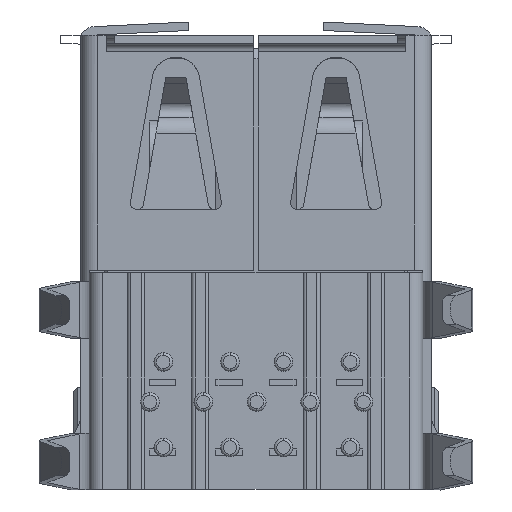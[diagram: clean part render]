
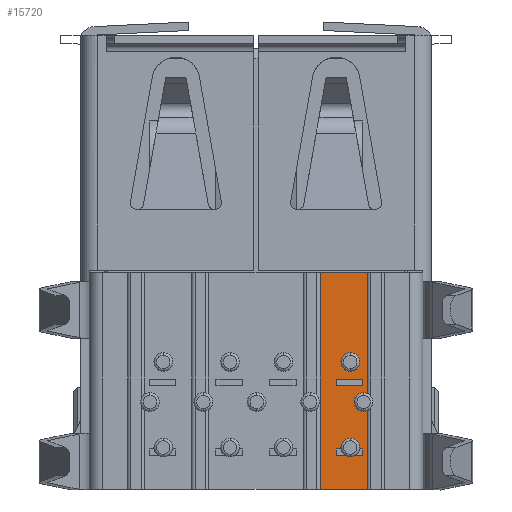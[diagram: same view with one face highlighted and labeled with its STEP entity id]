
A CAD part, front view. The second image highlights one B-rep face of the part: STEP entity #15720.
In plain terms, the highlighted planar face has unit normal (0, 1, 0).
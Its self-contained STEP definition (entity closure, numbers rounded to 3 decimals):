
#96 = VERTEX_POINT ( 'NONE', #27952 ) ;
#299 = CARTESIAN_POINT ( 'NONE',  ( 4.16, 0.38, -16.5 ) ) ;
#587 = EDGE_LOOP ( 'NONE', ( #12634, #9590, #16060, #33069 ) ) ;
#1034 = FACE_OUTER_BOUND ( 'NONE', #27435, .T. ) ;
#1308 = VERTEX_POINT ( 'NONE', #8167 ) ;
#1445 = DIRECTION ( 'NONE',  ( 0., 0., 1. ) ) ;
#2823 = VERTEX_POINT ( 'NONE', #15947 ) ;
#3097 = CARTESIAN_POINT ( 'NONE',  ( 4.16, 0.38, -16.5 ) ) ;
#3636 = VERTEX_POINT ( 'NONE', #4107 ) ;
#4036 = CARTESIAN_POINT ( 'NONE',  ( 3., 0.38, -12.365 ) ) ;
#4107 = CARTESIAN_POINT ( 'NONE',  ( 3., 0.38, -12.615 ) ) ;
#4724 = VECTOR ( 'NONE', #1445, 1000. ) ;
#5244 = DIRECTION ( 'NONE',  ( 0., 0., -1. ) ) ;
#5270 = VECTOR ( 'NONE', #32342, 1000. ) ;
#5432 = LINE ( 'NONE', #17315, #33695 ) ;
#5729 = PLANE ( 'NONE',  #23254 ) ;
#5759 = LINE ( 'NONE', #27058, #13903 ) ;
#6033 = ORIENTED_EDGE ( 'NONE', *, *, #33667, .T. ) ;
#6571 = EDGE_CURVE ( 'NONE', #14800, #96, #14145, .T. ) ;
#6865 = VECTOR ( 'NONE', #18097, 1000. ) ;
#7173 = ORIENTED_EDGE ( 'NONE', *, *, #33199, .T. ) ;
#7703 = CARTESIAN_POINT ( 'NONE',  ( 4.16, 0.38, -8.38 ) ) ;
#8077 = ORIENTED_EDGE ( 'NONE', *, *, #25900, .T. ) ;
#8167 = CARTESIAN_POINT ( 'NONE',  ( 3., 0.38, -15.235 ) ) ;
#8574 = VERTEX_POINT ( 'NONE', #21438 ) ;
#8767 = VECTOR ( 'NONE', #18427, 1000. ) ;
#9590 = ORIENTED_EDGE ( 'NONE', *, *, #25433, .T. ) ;
#10421 = DIRECTION ( 'NONE',  ( 1., 0., 0. ) ) ;
#10513 = CARTESIAN_POINT ( 'NONE',  ( 4.16, 0.38, -8.38 ) ) ;
#10686 = CARTESIAN_POINT ( 'NONE',  ( 4.16, 0.38, -12.615 ) ) ;
#10722 = DIRECTION ( 'NONE',  ( 0., 0., -1. ) ) ;
#10941 = CARTESIAN_POINT ( 'NONE',  ( 3., 0.38, -14.985 ) ) ;
#11094 = CARTESIAN_POINT ( 'NONE',  ( 4.16, 0.38, -14.985 ) ) ;
#11325 = DIRECTION ( 'NONE',  ( 0., 1., 0. ) ) ;
#11611 = LINE ( 'NONE', #10513, #18073 ) ;
#12634 = ORIENTED_EDGE ( 'NONE', *, *, #27997, .T. ) ;
#12682 = LINE ( 'NONE', #11094, #33672 ) ;
#13719 = VERTEX_POINT ( 'NONE', #299 ) ;
#13903 = VECTOR ( 'NONE', #10722, 1000. ) ;
#14145 = LINE ( 'NONE', #23443, #6865 ) ;
#14193 = CARTESIAN_POINT ( 'NONE',  ( 4., 0.38, -12.365 ) ) ;
#14660 = CARTESIAN_POINT ( 'NONE',  ( 4.16, 0.38, -15.235 ) ) ;
#14778 = FACE_BOUND ( 'NONE', #28760, .T. ) ;
#14800 = VERTEX_POINT ( 'NONE', #34046 ) ;
#15142 = CARTESIAN_POINT ( 'NONE',  ( 2.41, 0.38, -8.38 ) ) ;
#15327 = VERTEX_POINT ( 'NONE', #4036 ) ;
#15377 = ORIENTED_EDGE ( 'NONE', *, *, #30603, .T. ) ;
#15690 = CARTESIAN_POINT ( 'NONE',  ( 4., 0.38, -8.38 ) ) ;
#15720 = ADVANCED_FACE ( 'NONE', ( #1034, #22067, #14778 ), #5729, .T. ) ;
#15947 = CARTESIAN_POINT ( 'NONE',  ( 4.16, 0.38, -8.38 ) ) ;
#16060 = ORIENTED_EDGE ( 'NONE', *, *, #33924, .T. ) ;
#17315 = CARTESIAN_POINT ( 'NONE',  ( 4.16, 0.38, -12.365 ) ) ;
#18073 = VECTOR ( 'NONE', #5244, 1000. ) ;
#18097 = DIRECTION ( 'NONE',  ( 0., 0., 1. ) ) ;
#18427 = DIRECTION ( 'NONE',  ( 0., 0., 1. ) ) ;
#19313 = LINE ( 'NONE', #15142, #4724 ) ;
#19924 = LINE ( 'NONE', #3097, #22501 ) ;
#19997 = ORIENTED_EDGE ( 'NONE', *, *, #6571, .T. ) ;
#20136 = EDGE_CURVE ( 'NONE', #96, #26624, #12682, .T. ) ;
#21438 = CARTESIAN_POINT ( 'NONE',  ( 2.41, 0.38, -16.5 ) ) ;
#21788 = LINE ( 'NONE', #23746, #28146 ) ;
#22067 = FACE_BOUND ( 'NONE', #587, .T. ) ;
#22300 = DIRECTION ( 'NONE',  ( -1., 0., 0. ) ) ;
#22501 = VECTOR ( 'NONE', #22300, 1000. ) ;
#22562 = LINE ( 'NONE', #14660, #26370 ) ;
#23254 = AXIS2_PLACEMENT_3D ( 'NONE', #27692, #11325, #30478 ) ;
#23443 = CARTESIAN_POINT ( 'NONE',  ( 4., 0.38, -8.38 ) ) ;
#23746 = CARTESIAN_POINT ( 'NONE',  ( 3., 0.38, -8.38 ) ) ;
#24096 = DIRECTION ( 'NONE',  ( 0., 0., -1. ) ) ;
#25433 = EDGE_CURVE ( 'NONE', #3636, #30920, #27076, .T. ) ;
#25888 = ORIENTED_EDGE ( 'NONE', *, *, #20136, .T. ) ;
#25900 = EDGE_CURVE ( 'NONE', #2823, #13719, #11611, .T. ) ;
#26370 = VECTOR ( 'NONE', #31158, 1000. ) ;
#26624 = VERTEX_POINT ( 'NONE', #10941 ) ;
#27008 = EDGE_CURVE ( 'NONE', #33074, #2823, #32858, .T. ) ;
#27058 = CARTESIAN_POINT ( 'NONE',  ( 3., 0.38, -8.38 ) ) ;
#27076 = LINE ( 'NONE', #10686, #5270 ) ;
#27435 = EDGE_LOOP ( 'NONE', ( #30426, #8077, #6033, #30028 ) ) ;
#27666 = VERTEX_POINT ( 'NONE', #14193 ) ;
#27692 = CARTESIAN_POINT ( 'NONE',  ( 4.16, 0.38, -8.38 ) ) ;
#27952 = CARTESIAN_POINT ( 'NONE',  ( 4., 0.38, -14.985 ) ) ;
#27997 = EDGE_CURVE ( 'NONE', #15327, #3636, #5759, .T. ) ;
#28146 = VECTOR ( 'NONE', #24096, 1000. ) ;
#28760 = EDGE_LOOP ( 'NONE', ( #15377, #7173, #19997, #25888 ) ) ;
#29258 = EDGE_CURVE ( 'NONE', #8574, #33074, #19313, .T. ) ;
#30028 = ORIENTED_EDGE ( 'NONE', *, *, #29258, .T. ) ;
#30426 = ORIENTED_EDGE ( 'NONE', *, *, #27008, .T. ) ;
#30478 = DIRECTION ( 'NONE',  ( 0., 0., 1. ) ) ;
#30577 = LINE ( 'NONE', #15690, #8767 ) ;
#30603 = EDGE_CURVE ( 'NONE', #26624, #1308, #21788, .T. ) ;
#30920 = VERTEX_POINT ( 'NONE', #34044 ) ;
#31158 = DIRECTION ( 'NONE',  ( 1., 0., 0. ) ) ;
#31996 = VECTOR ( 'NONE', #10421, 1000. ) ;
#32342 = DIRECTION ( 'NONE',  ( 1., 0., 0. ) ) ;
#32858 = LINE ( 'NONE', #7703, #31996 ) ;
#32996 = CARTESIAN_POINT ( 'NONE',  ( 2.41, 0.38, -8.38 ) ) ;
#32997 = DIRECTION ( 'NONE',  ( -1., 0., 0. ) ) ;
#33069 = ORIENTED_EDGE ( 'NONE', *, *, #33178, .T. ) ;
#33074 = VERTEX_POINT ( 'NONE', #32996 ) ;
#33178 = EDGE_CURVE ( 'NONE', #27666, #15327, #5432, .T. ) ;
#33199 = EDGE_CURVE ( 'NONE', #1308, #14800, #22562, .T. ) ;
#33667 = EDGE_CURVE ( 'NONE', #13719, #8574, #19924, .T. ) ;
#33672 = VECTOR ( 'NONE', #32997, 1000. ) ;
#33695 = VECTOR ( 'NONE', #33697, 1000. ) ;
#33697 = DIRECTION ( 'NONE',  ( -1., 0., 0. ) ) ;
#33924 = EDGE_CURVE ( 'NONE', #30920, #27666, #30577, .T. ) ;
#34044 = CARTESIAN_POINT ( 'NONE',  ( 4., 0.38, -12.615 ) ) ;
#34046 = CARTESIAN_POINT ( 'NONE',  ( 4., 0.38, -15.235 ) ) ;
